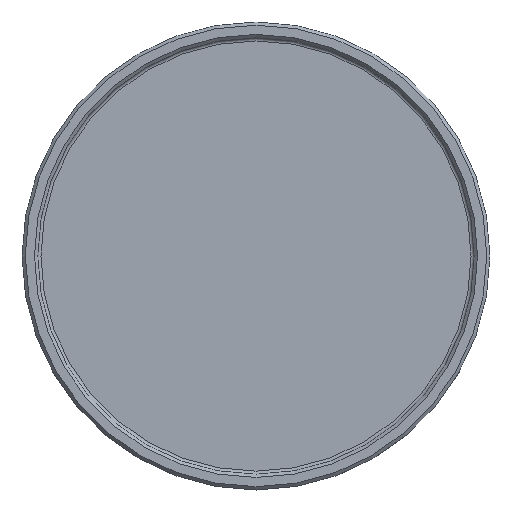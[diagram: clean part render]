
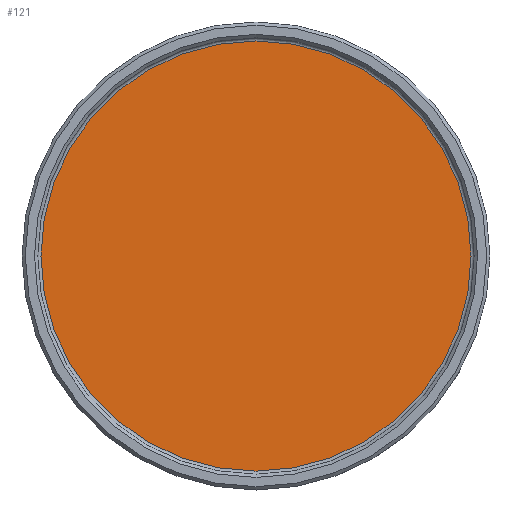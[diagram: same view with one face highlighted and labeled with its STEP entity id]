
A CAD part, top view. The second image highlights one B-rep face of the part: STEP entity #121.
In plain terms, the highlighted planar face has unit normal (0, 0, 1).
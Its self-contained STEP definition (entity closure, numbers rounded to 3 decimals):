
#21=PLANE('',#153);
#30=FACE_OUTER_BOUND('',#40,.T.);
#40=EDGE_LOOP('',(#109));
#59=CIRCLE('',#152,66.65);
#67=VERTEX_POINT('',#225);
#81=EDGE_CURVE('',#67,#67,#59,.T.);
#109=ORIENTED_EDGE('',*,*,#81,.F.);
#121=ADVANCED_FACE('',(#30),#21,.F.);
#152=AXIS2_PLACEMENT_3D('',#227,#193,#194);
#153=AXIS2_PLACEMENT_3D('',#228,#195,#196);
#193=DIRECTION('center_axis',(0.,0.,-1.));
#194=DIRECTION('ref_axis',(1.,0.,0.));
#195=DIRECTION('center_axis',(0.,0.,-1.));
#196=DIRECTION('ref_axis',(1.,0.,0.));
#225=CARTESIAN_POINT('',(-66.65,0.,-34.05));
#227=CARTESIAN_POINT('Origin',(0.,0.,-34.05));
#228=CARTESIAN_POINT('Origin',(0.,0.,-34.05));
